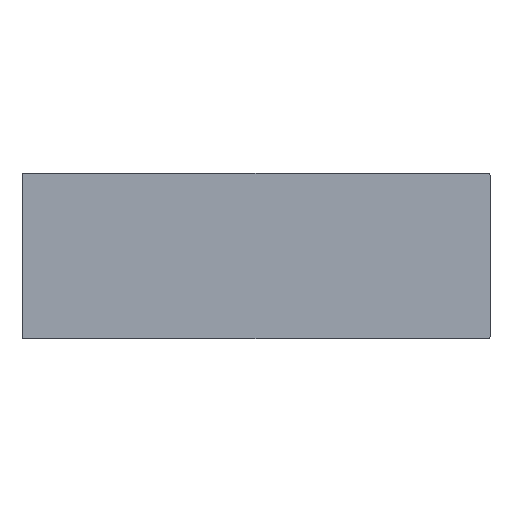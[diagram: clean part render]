
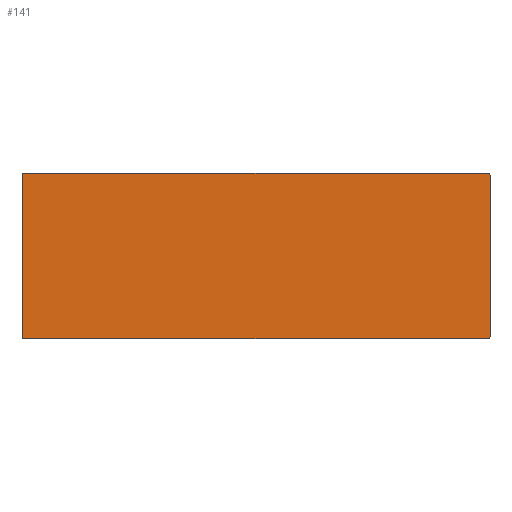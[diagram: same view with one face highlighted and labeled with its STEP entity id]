
A CAD part, front view. The second image highlights one B-rep face of the part: STEP entity #141.
In plain terms, the highlighted planar face has unit normal (0, -1, 0).
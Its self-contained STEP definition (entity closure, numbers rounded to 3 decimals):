
#1 = CARTESIAN_POINT ( 'NONE',  ( 119., 0., -42.5 ) ) ;
#7 = EDGE_CURVE ( 'NONE', #1556, #1482, #481, .T. ) ;
#59 = CARTESIAN_POINT ( 'NONE',  ( -120., 0., 41.5 ) ) ;
#69 = DIRECTION ( 'NONE',  ( 0., -1., 0. ) ) ;
#94 = VECTOR ( 'NONE', #325, 1000. ) ;
#102 = DIRECTION ( 'NONE',  ( 0., 0., 1. ) ) ;
#111 = CARTESIAN_POINT ( 'NONE',  ( 120., 0., -42.5 ) ) ;
#139 = ORIENTED_EDGE ( 'NONE', *, *, #1433, .T. ) ;
#141 = ADVANCED_FACE ( 'NONE', ( #1727 ), #1130, .F. ) ;
#202 = VERTEX_POINT ( 'NONE', #1574 ) ;
#291 = EDGE_CURVE ( 'NONE', #376, #365, #317, .T. ) ;
#317 = CIRCLE ( 'NONE', #528, 1. ) ;
#325 = DIRECTION ( 'NONE',  ( 0., 0., 1. ) ) ;
#336 = DIRECTION ( 'NONE',  ( 0., -1., 0. ) ) ;
#362 = DIRECTION ( 'NONE',  ( 0., 0., 1. ) ) ;
#365 = VERTEX_POINT ( 'NONE', #59 ) ;
#376 = VERTEX_POINT ( 'NONE', #1671 ) ;
#395 = LINE ( 'NONE', #111, #773 ) ;
#404 = DIRECTION ( 'NONE',  ( 0., 0., -1. ) ) ;
#455 = EDGE_LOOP ( 'NONE', ( #979, #139, #1630, #1159, #1719, #1167, #1894, #1730 ) ) ;
#481 = LINE ( 'NONE', #814, #891 ) ;
#498 = CIRCLE ( 'NONE', #1631, 1. ) ;
#528 = AXIS2_PLACEMENT_3D ( 'NONE', #1833, #336, #1660 ) ;
#535 = CARTESIAN_POINT ( 'NONE',  ( -119., 0., -42.5 ) ) ;
#587 = LINE ( 'NONE', #1355, #94 ) ;
#622 = CARTESIAN_POINT ( 'NONE',  ( 119., 0., 42.5 ) ) ;
#644 = VERTEX_POINT ( 'NONE', #622 ) ;
#773 = VECTOR ( 'NONE', #404, 1000. ) ;
#782 = CARTESIAN_POINT ( 'NONE',  ( -120., 0., 42.5 ) ) ;
#814 = CARTESIAN_POINT ( 'NONE',  ( -120., 0., -42.5 ) ) ;
#829 = EDGE_CURVE ( 'NONE', #1200, #365, #587, .T. ) ;
#862 = CIRCLE ( 'NONE', #1172, 1. ) ;
#891 = VECTOR ( 'NONE', #936, 1000. ) ;
#898 = AXIS2_PLACEMENT_3D ( 'NONE', #1666, #69, #362 ) ;
#908 = CARTESIAN_POINT ( 'NONE',  ( -120., 0., -41.5 ) ) ;
#936 = DIRECTION ( 'NONE',  ( -1., 0., 0. ) ) ;
#968 = EDGE_CURVE ( 'NONE', #1200, #1482, #862, .T. ) ;
#975 = DIRECTION ( 'NONE',  ( 0., 1., 0. ) ) ;
#979 = ORIENTED_EDGE ( 'NONE', *, *, #7, .F. ) ;
#1091 = DIRECTION ( 'NONE',  ( 0., -1., 0. ) ) ;
#1130 = PLANE ( 'NONE',  #1486 ) ;
#1159 = ORIENTED_EDGE ( 'NONE', *, *, #1260, .T. ) ;
#1167 = ORIENTED_EDGE ( 'NONE', *, *, #291, .T. ) ;
#1172 = AXIS2_PLACEMENT_3D ( 'NONE', #1533, #1091, #1821 ) ;
#1200 = VERTEX_POINT ( 'NONE', #908 ) ;
#1244 = DIRECTION ( 'NONE',  ( 1., 0., 0. ) ) ;
#1260 = EDGE_CURVE ( 'NONE', #202, #644, #1695, .T. ) ;
#1273 = CARTESIAN_POINT ( 'NONE',  ( 119., 0., -41.5 ) ) ;
#1282 = DIRECTION ( 'NONE',  ( 0., 0., 1. ) ) ;
#1354 = EDGE_CURVE ( 'NONE', #376, #644, #1818, .T. ) ;
#1355 = CARTESIAN_POINT ( 'NONE',  ( -120., 0., -42.5 ) ) ;
#1433 = EDGE_CURVE ( 'NONE', #1556, #1611, #498, .T. ) ;
#1482 = VERTEX_POINT ( 'NONE', #535 ) ;
#1486 = AXIS2_PLACEMENT_3D ( 'NONE', #1883, #975, #102 ) ;
#1493 = EDGE_CURVE ( 'NONE', #202, #1611, #395, .T. ) ;
#1533 = CARTESIAN_POINT ( 'NONE',  ( -119., 0., -41.5 ) ) ;
#1556 = VERTEX_POINT ( 'NONE', #1 ) ;
#1561 = DIRECTION ( 'NONE',  ( 0., -1., 0. ) ) ;
#1574 = CARTESIAN_POINT ( 'NONE',  ( 120., 0., 41.5 ) ) ;
#1611 = VERTEX_POINT ( 'NONE', #1776 ) ;
#1630 = ORIENTED_EDGE ( 'NONE', *, *, #1493, .F. ) ;
#1631 = AXIS2_PLACEMENT_3D ( 'NONE', #1273, #1561, #1282 ) ;
#1660 = DIRECTION ( 'NONE',  ( 0., 0., 1. ) ) ;
#1666 = CARTESIAN_POINT ( 'NONE',  ( 119., 0., 41.5 ) ) ;
#1671 = CARTESIAN_POINT ( 'NONE',  ( -119., 0., 42.5 ) ) ;
#1695 = CIRCLE ( 'NONE', #898, 1. ) ;
#1719 = ORIENTED_EDGE ( 'NONE', *, *, #1354, .F. ) ;
#1727 = FACE_OUTER_BOUND ( 'NONE', #455, .T. ) ;
#1730 = ORIENTED_EDGE ( 'NONE', *, *, #968, .T. ) ;
#1776 = CARTESIAN_POINT ( 'NONE',  ( 120., 0., -41.5 ) ) ;
#1818 = LINE ( 'NONE', #782, #1914 ) ;
#1821 = DIRECTION ( 'NONE',  ( 0., 0., 1. ) ) ;
#1833 = CARTESIAN_POINT ( 'NONE',  ( -119., 0., 41.5 ) ) ;
#1883 = CARTESIAN_POINT ( 'NONE',  ( 0., 0., 0. ) ) ;
#1894 = ORIENTED_EDGE ( 'NONE', *, *, #829, .F. ) ;
#1914 = VECTOR ( 'NONE', #1244, 1000. ) ;
